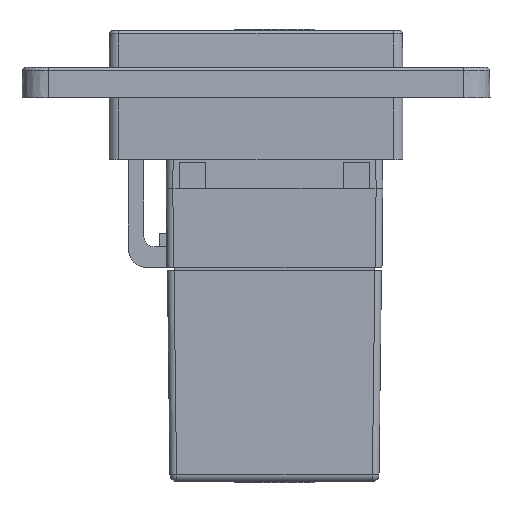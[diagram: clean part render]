
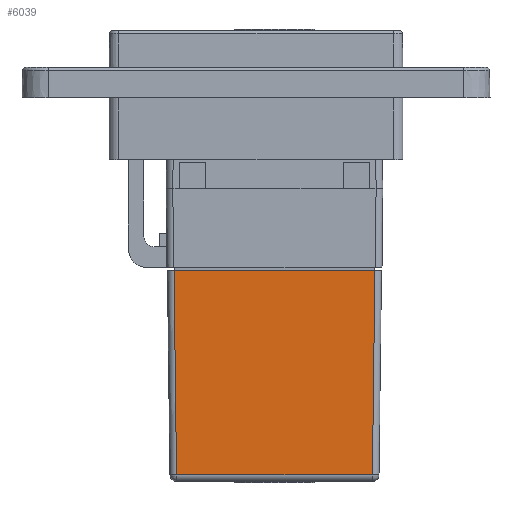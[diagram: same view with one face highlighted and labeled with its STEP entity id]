
A CAD part, left-side view. The second image highlights one B-rep face of the part: STEP entity #6039.
In plain terms, the highlighted planar face has unit normal (-1, 0, -0.012).
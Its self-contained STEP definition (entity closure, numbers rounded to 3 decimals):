
#238=PLANE('',#6433);
#555=FACE_OUTER_BOUND('',#888,.T.);
#888=EDGE_LOOP('',(#5088,#5089,#5090,#5091));
#1604=LINE('',#12610,#2245);
#1688=LINE('',#12780,#2329);
#1689=LINE('',#12782,#2330);
#1690=LINE('',#12783,#2331);
#2245=VECTOR('',#7547,1.);
#2329=VECTOR('',#7677,1.);
#2330=VECTOR('',#7678,1.);
#2331=VECTOR('',#7679,1.);
#2830=VERTEX_POINT('',#12607);
#2831=VERTEX_POINT('',#12609);
#2894=VERTEX_POINT('',#12779);
#2895=VERTEX_POINT('',#12781);
#3573=EDGE_CURVE('',#2831,#2830,#1604,.T.);
#3660=EDGE_CURVE('',#2830,#2894,#1688,.T.);
#3661=EDGE_CURVE('',#2894,#2895,#1689,.T.);
#3662=EDGE_CURVE('',#2895,#2831,#1690,.T.);
#5088=ORIENTED_EDGE('',*,*,#3573,.T.);
#5089=ORIENTED_EDGE('',*,*,#3660,.T.);
#5090=ORIENTED_EDGE('',*,*,#3661,.T.);
#5091=ORIENTED_EDGE('',*,*,#3662,.T.);
#6039=ADVANCED_FACE('',(#555),#238,.F.);
#6433=AXIS2_PLACEMENT_3D('',#12778,#7675,#7676);
#7547=DIRECTION('',(0.,1.,0.));
#7675=DIRECTION('center_axis',(1.,0.,
0.012));
#7676=DIRECTION('ref_axis',(0.012,0.,-1.));
#7677=DIRECTION('',(0.012,-0.012,-1.));
#7678=DIRECTION('',(0.,-1.,0.));
#7679=DIRECTION('',(-0.012,-0.012,1.));
#12607=CARTESIAN_POINT('',(-7.325,7.618,-18.2));
#12609=CARTESIAN_POINT('',(-7.325,-7.618,-18.2));
#12610=CARTESIAN_POINT('',(-7.325,-7.3,-18.2));
#12778=CARTESIAN_POINT('Origin',(-7.129,-7.3,-34.2));
#12779=CARTESIAN_POINT('',(-7.135,7.429,-33.706));
#12780=CARTESIAN_POINT('',(-7.127,7.421,-34.38));
#12781=CARTESIAN_POINT('',(-7.135,-7.429,-33.706));
#12782=CARTESIAN_POINT('',(-7.135,-7.423,-33.706));
#12783=CARTESIAN_POINT('',(-7.129,-7.423,-34.201));
